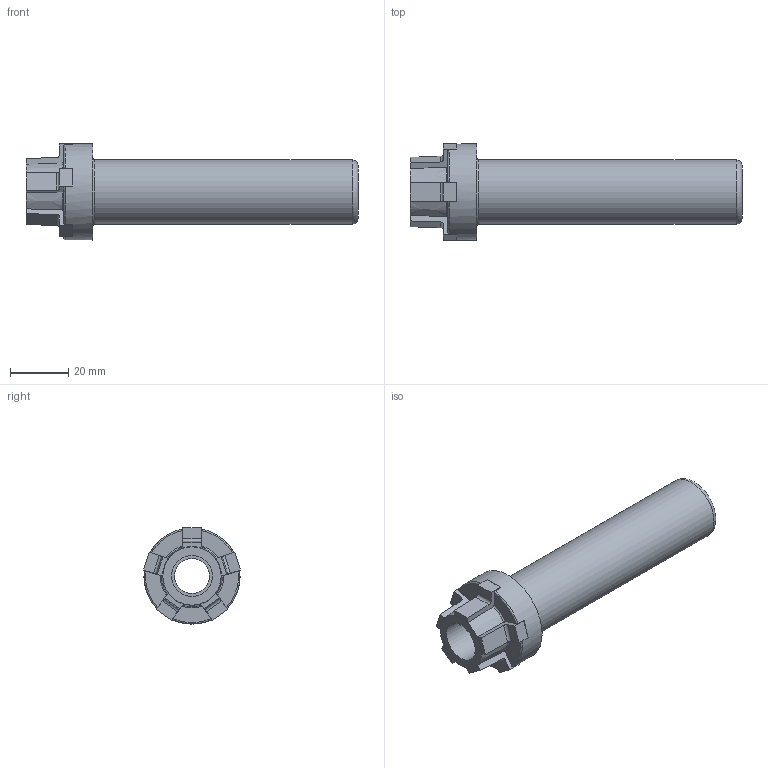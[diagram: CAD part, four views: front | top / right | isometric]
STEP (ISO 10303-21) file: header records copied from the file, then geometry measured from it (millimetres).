
FILE_DESCRIPTION(/* description */ ('Unknown'),/* implementation_level */ '2;1');
FILE_NAME(/* name */ '783125300',/* time_stamp */ '2023-09-26T13:13:02+02:00',/* author */ ('Unknown'),/* organization */ ('Unknown'),/* preprocessor_version */ 'ST-DEVELOPER v16.7',/* originating_system */ 'DEX',/* authorisation */ $);
FILE_SCHEMA (('AUTOMOTIVE_DESIGN {1 0 10303 214 3 1 1}'));
Length unit declared in the file: millimetre
Products named in the file (1): 0029423
Bounding box: 114 x 33.38 x 33.01 mm (x, y, z)
Volume: 34624.1 mm3; surface area: 14267.2 mm2
Topology: 1 solids, 1 shells, 75 faces, 203 edges, 132 vertices
Faces by surface type: plane 44, torus 17, cylinder 9, cone 5
Full cylindrical faces by diameter (mm): 12 x1, 14 x1, 22 x1, 33 x1
Entity records: 2892 total; most frequent: CARTESIAN_POINT 519, ORIENTED_EDGE 388, DIRECTION 365, EDGE_CURVE 194, AXIS2_PLACEMENT_3D 135, VERTEX_POINT 129, LINE 95, VECTOR 95
